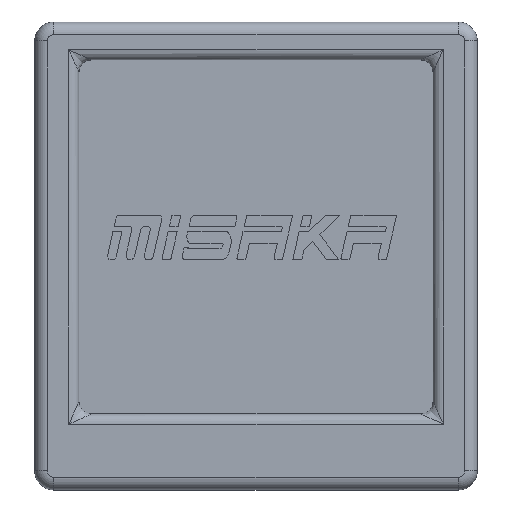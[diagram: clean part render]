
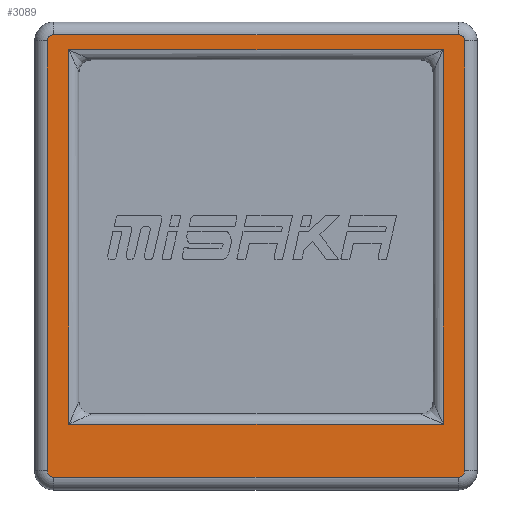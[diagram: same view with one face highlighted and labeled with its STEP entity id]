
A CAD part, top view. The second image highlights one B-rep face of the part: STEP entity #3089.
In plain terms, the highlighted planar face has unit normal (0, 0, 1).
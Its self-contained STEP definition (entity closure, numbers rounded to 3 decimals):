
#32 = DIRECTION ( 'NONE',  ( 1., 0., 0. ) ) ;
#74 = EDGE_CURVE ( 'NONE', #3527, #7080, #4351, .T. ) ;
#120 = ORIENTED_EDGE ( 'NONE', *, *, #898, .T. ) ;
#216 = CARTESIAN_POINT ( 'NONE',  ( 16.5, 35.5, 9. ) ) ;
#290 = EDGE_CURVE ( 'NONE', #5397, #710, #3971, .T. ) ;
#402 = ORIENTED_EDGE ( 'NONE', *, *, #4868, .F. ) ;
#415 = CARTESIAN_POINT ( 'NONE',  ( 17.5, 1., 9. ) ) ;
#436 = DIRECTION ( 'NONE',  ( 0., 0., -1. ) ) ;
#470 = CARTESIAN_POINT ( 'NONE',  ( 16., 1.5, 9. ) ) ;
#532 = CARTESIAN_POINT ( 'NONE',  ( 16., 36., 9. ) ) ;
#710 = VERTEX_POINT ( 'NONE', #7107 ) ;
#799 = EDGE_LOOP ( 'NONE', ( #4420, #3157, #1044, #3316 ) ) ;
#820 = CARTESIAN_POINT ( 'NONE',  ( -16.5, 1.5, 9. ) ) ;
#821 = CARTESIAN_POINT ( 'NONE',  ( 16.5, 37., 9. ) ) ;
#898 = EDGE_CURVE ( 'NONE', #5543, #7080, #7187, .T. ) ;
#972 = VECTOR ( 'NONE', #6795, 1000. ) ;
#1003 = DIRECTION ( 'NONE',  ( 1., 0., 0. ) ) ;
#1041 = DIRECTION ( 'NONE',  ( 0., 0., -1. ) ) ;
#1044 = ORIENTED_EDGE ( 'NONE', *, *, #3112, .T. ) ;
#1051 = CARTESIAN_POINT ( 'NONE',  ( -16.5, 0., 9. ) ) ;
#1078 = CARTESIAN_POINT ( 'NONE',  ( -14.8, 34., 9. ) ) ;
#1163 = LINE ( 'NONE', #6936, #4834 ) ;
#1193 = CARTESIAN_POINT ( 'NONE',  ( -16., 1., 9. ) ) ;
#1361 = EDGE_LOOP ( 'NONE', ( #3599, #1884, #5272, #120, #3793, #5723, #402, #4847 ) ) ;
#1417 = EDGE_CURVE ( 'NONE', #5044, #3418, #3355, .T. ) ;
#1785 = EDGE_CURVE ( 'NONE', #710, #3926, #1163, .T. ) ;
#1884 = ORIENTED_EDGE ( 'NONE', *, *, #5699, .T. ) ;
#2334 = CARTESIAN_POINT ( 'NONE',  ( 16.5, 1.5, 9. ) ) ;
#2450 = DIRECTION ( 'NONE',  ( 0., 0., -1. ) ) ;
#2505 = CARTESIAN_POINT ( 'NONE',  ( 16., 35.5, 9. ) ) ;
#2732 = DIRECTION ( 'NONE',  ( 0., 1., 0. ) ) ;
#2792 = AXIS2_PLACEMENT_3D ( 'NONE', #470, #436, #32 ) ;
#2849 = DIRECTION ( 'NONE',  ( 1., 0., 0. ) ) ;
#2895 = AXIS2_PLACEMENT_3D ( 'NONE', #2505, #3700, #3665 ) ;
#2916 = VERTEX_POINT ( 'NONE', #216 ) ;
#2968 = EDGE_CURVE ( 'NONE', #5543, #2916, #3251, .T. ) ;
#3039 = VERTEX_POINT ( 'NONE', #820 ) ;
#3046 = VECTOR ( 'NONE', #4135, 1000. ) ;
#3089 = ADVANCED_FACE ( 'NONE', ( #3959, #5540 ), #5580, .T. ) ;
#3107 = DIRECTION ( 'NONE',  ( 1., 0., 0. ) ) ;
#3112 = EDGE_CURVE ( 'NONE', #3926, #7018, #7273, .T. ) ;
#3157 = ORIENTED_EDGE ( 'NONE', *, *, #1785, .T. ) ;
#3251 = CIRCLE ( 'NONE', #2895, 0.5 ) ;
#3316 = ORIENTED_EDGE ( 'NONE', *, *, #6505, .T. ) ;
#3350 = DIRECTION ( 'NONE',  ( 0., -1., 0. ) ) ;
#3355 = LINE ( 'NONE', #415, #972 ) ;
#3398 = CARTESIAN_POINT ( 'NONE',  ( 14.8, 6., 9. ) ) ;
#3418 = VERTEX_POINT ( 'NONE', #4408 ) ;
#3510 = AXIS2_PLACEMENT_3D ( 'NONE', #6735, #5132, #1003 ) ;
#3527 = VERTEX_POINT ( 'NONE', #4553 ) ;
#3599 = ORIENTED_EDGE ( 'NONE', *, *, #5959, .F. ) ;
#3602 = CARTESIAN_POINT ( 'NONE',  ( -16., 35.5, 9. ) ) ;
#3665 = DIRECTION ( 'NONE',  ( 1., 0., 0. ) ) ;
#3688 = CARTESIAN_POINT ( 'NONE',  ( -17.5, 36., 9. ) ) ;
#3700 = DIRECTION ( 'NONE',  ( 0., 0., -1. ) ) ;
#3793 = ORIENTED_EDGE ( 'NONE', *, *, #74, .F. ) ;
#3858 = AXIS2_PLACEMENT_3D ( 'NONE', #3602, #2450, #4179 ) ;
#3926 = VERTEX_POINT ( 'NONE', #5846 ) ;
#3959 = FACE_BOUND ( 'NONE', #799, .T. ) ;
#3971 = LINE ( 'NONE', #3398, #4843 ) ;
#4135 = DIRECTION ( 'NONE',  ( 0., 1., 0. ) ) ;
#4179 = DIRECTION ( 'NONE',  ( 1., 0., 0. ) ) ;
#4351 = CIRCLE ( 'NONE', #3858, 0.5 ) ;
#4408 = CARTESIAN_POINT ( 'NONE',  ( 16., 1., 9. ) ) ;
#4420 = ORIENTED_EDGE ( 'NONE', *, *, #290, .T. ) ;
#4553 = CARTESIAN_POINT ( 'NONE',  ( -16.5, 35.5, 9. ) ) ;
#4661 = LINE ( 'NONE', #821, #3046 ) ;
#4727 = VECTOR ( 'NONE', #2732, 1000. ) ;
#4745 = CIRCLE ( 'NONE', #2792, 0.5 ) ;
#4834 = VECTOR ( 'NONE', #6854, 1000. ) ;
#4843 = VECTOR ( 'NONE', #6306, 1000. ) ;
#4847 = ORIENTED_EDGE ( 'NONE', *, *, #1417, .T. ) ;
#4868 = EDGE_CURVE ( 'NONE', #5044, #3039, #7374, .T. ) ;
#4898 = DIRECTION ( 'NONE',  ( -1., 0., 0. ) ) ;
#5044 = VERTEX_POINT ( 'NONE', #1193 ) ;
#5132 = DIRECTION ( 'NONE',  ( 0., 0., 1. ) ) ;
#5272 = ORIENTED_EDGE ( 'NONE', *, *, #2968, .F. ) ;
#5397 = VERTEX_POINT ( 'NONE', #6053 ) ;
#5457 = LINE ( 'NONE', #5981, #5702 ) ;
#5540 = FACE_OUTER_BOUND ( 'NONE', #1361, .T. ) ;
#5543 = VERTEX_POINT ( 'NONE', #532 ) ;
#5580 = PLANE ( 'NONE',  #3510 ) ;
#5610 = CARTESIAN_POINT ( 'NONE',  ( -16., 36., 9. ) ) ;
#5653 = VERTEX_POINT ( 'NONE', #2334 ) ;
#5699 = EDGE_CURVE ( 'NONE', #5653, #2916, #4661, .T. ) ;
#5702 = VECTOR ( 'NONE', #3107, 1000. ) ;
#5723 = ORIENTED_EDGE ( 'NONE', *, *, #6895, .T. ) ;
#5846 = CARTESIAN_POINT ( 'NONE',  ( -14.8, 5.2, 9. ) ) ;
#5959 = EDGE_CURVE ( 'NONE', #5653, #3418, #4745, .T. ) ;
#5981 = CARTESIAN_POINT ( 'NONE',  ( 14., 34.8, 9. ) ) ;
#6053 = CARTESIAN_POINT ( 'NONE',  ( 14.8, 34.8, 9. ) ) ;
#6075 = VECTOR ( 'NONE', #3350, 1000. ) ;
#6222 = LINE ( 'NONE', #1051, #6075 ) ;
#6271 = VECTOR ( 'NONE', #4898, 1000. ) ;
#6306 = DIRECTION ( 'NONE',  ( 0., -1., 0. ) ) ;
#6377 = CARTESIAN_POINT ( 'NONE',  ( -14.8, 34.8, 9. ) ) ;
#6505 = EDGE_CURVE ( 'NONE', #7018, #5397, #5457, .T. ) ;
#6735 = CARTESIAN_POINT ( 'NONE',  ( 0., 0., 9. ) ) ;
#6770 = AXIS2_PLACEMENT_3D ( 'NONE', #7305, #1041, #2849 ) ;
#6795 = DIRECTION ( 'NONE',  ( 1., 0., 0. ) ) ;
#6854 = DIRECTION ( 'NONE',  ( -1., 0., 0. ) ) ;
#6895 = EDGE_CURVE ( 'NONE', #3527, #3039, #6222, .T. ) ;
#6936 = CARTESIAN_POINT ( 'NONE',  ( -14., 5.2, 9. ) ) ;
#7018 = VERTEX_POINT ( 'NONE', #6377 ) ;
#7080 = VERTEX_POINT ( 'NONE', #5610 ) ;
#7107 = CARTESIAN_POINT ( 'NONE',  ( 14.8, 5.2, 9. ) ) ;
#7187 = LINE ( 'NONE', #3688, #6271 ) ;
#7273 = LINE ( 'NONE', #1078, #4727 ) ;
#7305 = CARTESIAN_POINT ( 'NONE',  ( -16., 1.5, 9. ) ) ;
#7374 = CIRCLE ( 'NONE', #6770, 0.5 ) ;
